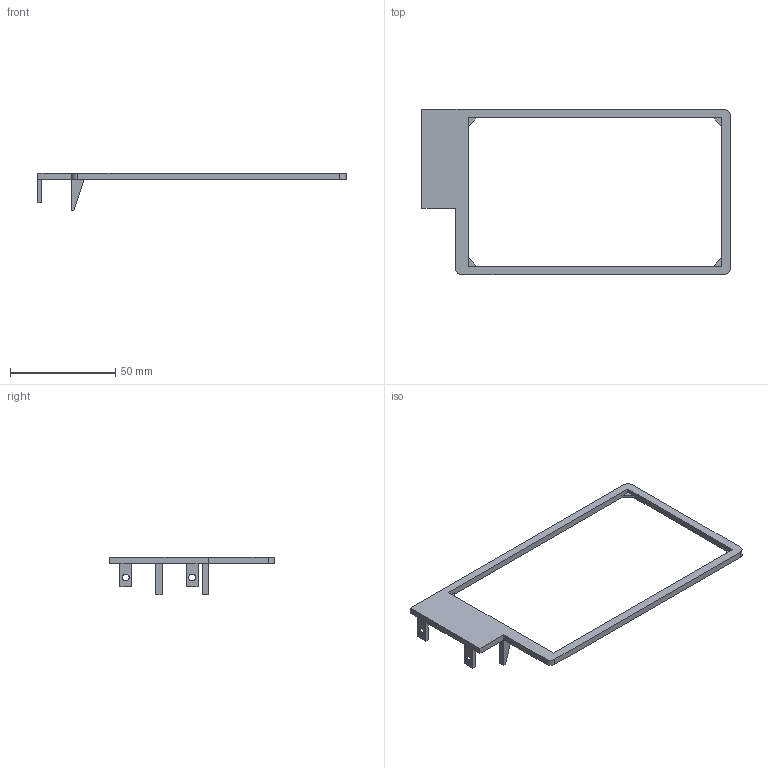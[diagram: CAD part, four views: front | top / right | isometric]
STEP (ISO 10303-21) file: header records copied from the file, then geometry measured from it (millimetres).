
FILE_DESCRIPTION(('FreeCAD Model'),'2;1');
FILE_NAME('Open CASCADE Shape Model','2024-12-15T02:12:55',(''),(''), 'Open CASCADE STEP processor 7.8','FreeCAD','Unknown');
FILE_SCHEMA(('AUTOMOTIVE_DESIGN { 1 0 10303 214 1 1 1 1 }'));
Length unit declared in the file: millimetre
Products named in the file (1): maginifier_holder
Bounding box: 146.4 x 78.4 x 18 mm (x, y, z)
Volume: 8005.9 mm3; surface area: 8212 mm2
Topology: 1 solids, 1 shells, 55 faces, 149 edges, 95 vertices
Faces by surface type: plane 48, cylinder 5, cone 2
Full cylindrical faces by diameter (mm): 3.2 x2
Entity records: 1726 total; most frequent: CARTESIAN_POINT 300, ORIENTED_EDGE 298, DIRECTION 273, EDGE_CURVE 149, LINE 137, VECTOR 137, VERTEX_POINT 95, AXIS2_PLACEMENT_3D 68
